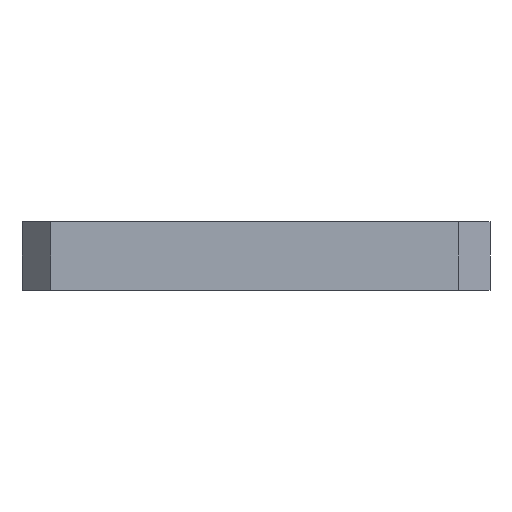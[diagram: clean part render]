
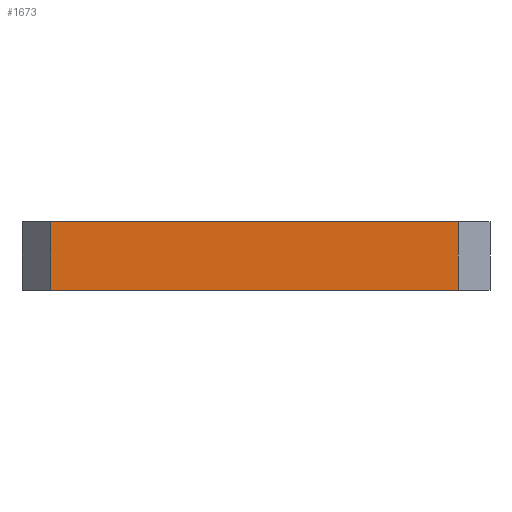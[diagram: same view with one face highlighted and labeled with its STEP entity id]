
A CAD part, front view. The second image highlights one B-rep face of the part: STEP entity #1673.
In plain terms, the highlighted planar face has unit normal (0, -1, 0).
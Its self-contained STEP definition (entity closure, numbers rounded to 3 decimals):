
#97=FACE_OUTER_BOUND('',#191,.T.);
#191=EDGE_LOOP('',(#1418,#1419,#1420,#1421));
#383=LINE('',#2553,#614);
#414=LINE('',#2618,#645);
#415=LINE('',#2621,#646);
#416=LINE('',#2622,#647);
#614=VECTOR('',#2076,10.);
#645=VECTOR('',#2143,10.);
#646=VECTOR('',#2146,10.);
#647=VECTOR('',#2147,10.);
#770=VERTEX_POINT('',#2503);
#794=VERTEX_POINT('',#2551);
#810=VERTEX_POINT('',#2616);
#811=VERTEX_POINT('',#2620);
#999=EDGE_CURVE('',#770,#794,#383,.T.);
#1030=EDGE_CURVE('',#770,#810,#414,.T.);
#1031=EDGE_CURVE('',#810,#811,#415,.T.);
#1032=EDGE_CURVE('',#794,#811,#416,.T.);
#1418=ORIENTED_EDGE('',*,*,#1031,.F.);
#1419=ORIENTED_EDGE('',*,*,#1030,.F.);
#1420=ORIENTED_EDGE('',*,*,#999,.T.);
#1421=ORIENTED_EDGE('',*,*,#1032,.T.);
#1587=PLANE('',#1773);
#1673=ADVANCED_FACE('',(#97),#1587,.T.);
#1773=AXIS2_PLACEMENT_3D('',#2619,#2144,#2145);
#2076=DIRECTION('',(1.,0.,0.));
#2143=DIRECTION('',(0.,0.,1.));
#2144=DIRECTION('center_axis',(0.,-1.,0.));
#2145=DIRECTION('ref_axis',(1.,0.,0.));
#2146=DIRECTION('',(1.,0.,0.));
#2147=DIRECTION('',(0.,0.,1.));
#2503=CARTESIAN_POINT('',(21.,2.,-10.998));
#2551=CARTESIAN_POINT('',(86.397,2.,-10.998));
#2553=CARTESIAN_POINT('',(37.478,2.,-10.998));
#2616=CARTESIAN_POINT('',(21.,2.,-0.003));
#2618=CARTESIAN_POINT('',(21.,2.,0.));
#2619=CARTESIAN_POINT('Origin',(21.,2.,0.));
#2620=CARTESIAN_POINT('',(86.397,2.,-0.003));
#2621=CARTESIAN_POINT('',(37.478,2.,-0.003));
#2622=CARTESIAN_POINT('',(86.397,2.,0.));
